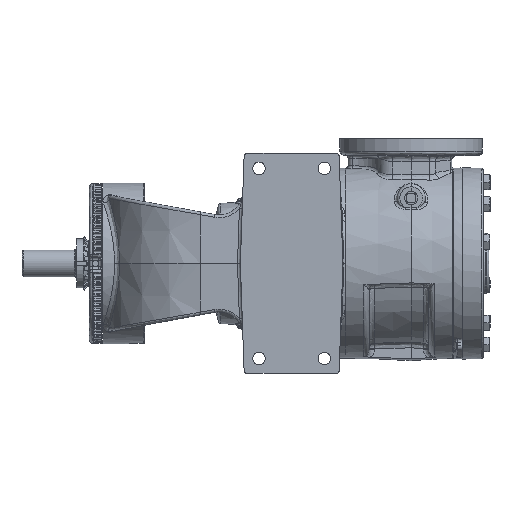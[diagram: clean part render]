
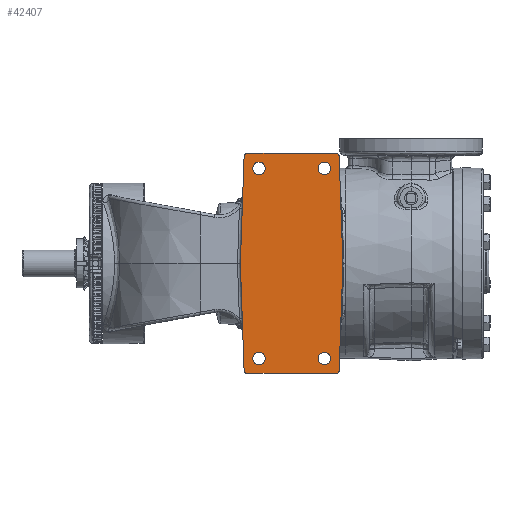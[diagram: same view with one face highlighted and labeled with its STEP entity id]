
A CAD part, front view. The second image highlights one B-rep face of the part: STEP entity #42407.
In plain terms, the highlighted planar face has unit normal (0, -1, 0).
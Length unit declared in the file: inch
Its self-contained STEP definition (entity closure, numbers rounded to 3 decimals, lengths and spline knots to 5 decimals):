
#1618 = ORIENTED_EDGE ( 'NONE', *, *, #147685, .F. ) ;
#3547 = EDGE_CURVE ( 'NONE', #136017, #158253, #28161, .T. ) ;
#3948 = EDGE_LOOP ( 'NONE', ( #173041 ) ) ;
#7177 = ORIENTED_EDGE ( 'NONE', *, *, #45204, .F. ) ;
#7446 = ORIENTED_EDGE ( 'NONE', *, *, #3547, .F. ) ;
#7478 = ORIENTED_EDGE ( 'NONE', *, *, #41433, .F. ) ;
#12831 = CARTESIAN_POINT ( 'NONE',  ( -0.87, -5.5, -4.2655 ) ) ;
#14482 = CIRCLE ( 'NONE', #91798, 0.12 ) ;
#15266 = VECTOR ( 'NONE', #62648, 39.37008 ) ;
#18524 = FACE_BOUND ( 'NONE', #25222, .T. ) ;
#19075 = CARTESIAN_POINT ( 'NONE',  ( -4.24755, -5.5, 4.50919 ) ) ;
#20188 = CARTESIAN_POINT ( 'NONE',  ( -3.62, -5.5, -4. ) ) ;
#20317 = EDGE_CURVE ( 'NONE', #147058, #53825, #25808, .T. ) ;
#22742 = DIRECTION ( 'NONE',  ( 0., -1., 0. ) ) ;
#24738 = DIRECTION ( 'NONE',  ( -0.035, 0., 0.999 ) ) ;
#25222 = EDGE_LOOP ( 'NONE', ( #31518 ) ) ;
#25808 = LINE ( 'NONE', #68493, #30460 ) ;
#27444 = EDGE_LOOP ( 'NONE', ( #79009 ) ) ;
#28161 = CIRCLE ( 'NONE', #54807, 0.12 ) ;
#30460 = VECTOR ( 'NONE', #171965, 39.37008 ) ;
#31518 = ORIENTED_EDGE ( 'NONE', *, *, #97658, .F. ) ;
#33330 = CARTESIAN_POINT ( 'NONE',  ( -0.092, -5.5, 0. ) ) ;
#34992 = DIRECTION ( 'NONE',  ( 0., 0., -1. ) ) ;
#37458 = CARTESIAN_POINT ( 'NONE',  ( -0.24946, -5.5, 4.50919 ) ) ;
#39020 = CIRCLE ( 'NONE', #170634, 0.2655 ) ;
#40016 = CARTESIAN_POINT ( 'NONE',  ( -3.62, -5.5, -4.2655 ) ) ;
#41433 = EDGE_CURVE ( 'NONE', #65973, #184186, #55911, .T. ) ;
#42407 = ADVANCED_FACE ( 'NONE', ( #130991, #174431, #57760, #169794, #18524 ), #156547, .F. ) ;
#45204 = EDGE_CURVE ( 'NONE', #184186, #161335, #54249, .T. ) ;
#48017 = CARTESIAN_POINT ( 'NONE',  ( -4.24755, -5.5, -4.50919 ) ) ;
#53825 = VERTEX_POINT ( 'NONE', #19075 ) ;
#54249 = CIRCLE ( 'NONE', #175722, 0.12 ) ;
#54807 = AXIS2_PLACEMENT_3D ( 'NONE', #146636, #144046, #144851 ) ;
#55911 = LINE ( 'NONE', #33330, #90298 ) ;
#57465 = DIRECTION ( 'NONE',  ( 0., 1., 0. ) ) ;
#57540 = CARTESIAN_POINT ( 'NONE',  ( -0.87, -5.5, 4. ) ) ;
#57554 = ORIENTED_EDGE ( 'NONE', *, *, #156151, .F. ) ;
#57760 = FACE_BOUND ( 'NONE', #27444, .T. ) ;
#58478 = DIRECTION ( 'NONE',  ( -1., 0., 0. ) ) ;
#61072 = EDGE_LOOP ( 'NONE', ( #133518, #135976, #133599, #109049, #110127, #57554, #7177, #7478, #1618, #7446 ) ) ;
#62648 = DIRECTION ( 'NONE',  ( 1., 0., 0. ) ) ;
#65973 = VERTEX_POINT ( 'NONE', #163662 ) ;
#68493 = CARTESIAN_POINT ( 'NONE',  ( -4.40502, -5.5, 0. ) ) ;
#70130 = CARTESIAN_POINT ( 'NONE',  ( -4.12763, -5.5, 4.505 ) ) ;
#72328 = DIRECTION ( 'NONE',  ( 0., 0., -1. ) ) ;
#73358 = DIRECTION ( 'NONE',  ( 0., 1., 0. ) ) ;
#75265 = ORIENTED_EDGE ( 'NONE', *, *, #161674, .F. ) ;
#77010 = AXIS2_PLACEMENT_3D ( 'NONE', #57540, #159794, #72328 ) ;
#79009 = ORIENTED_EDGE ( 'NONE', *, *, #133417, .F. ) ;
#79517 = CARTESIAN_POINT ( 'NONE',  ( -0.24946, -5.5, 4.50919 ) ) ;
#81207 = DIRECTION ( 'NONE',  ( 0., -1., 0. ) ) ;
#84807 = DIRECTION ( 'NONE',  ( -1., 0., 0. ) ) ;
#86449 = VERTEX_POINT ( 'NONE', #113728 ) ;
#86729 = LINE ( 'NONE', #135489, #15266 ) ;
#87407 = AXIS2_PLACEMENT_3D ( 'NONE', #145013, #57465, #159720 ) ;
#87587 = AXIS2_PLACEMENT_3D ( 'NONE', #168704, #81207, #183511 ) ;
#87730 = CARTESIAN_POINT ( 'NONE',  ( -0.24946, -5.5, -4.50919 ) ) ;
#90298 = VECTOR ( 'NONE', #135814, 39.37008 ) ;
#90400 = EDGE_CURVE ( 'NONE', #129844, #136017, #86729, .T. ) ;
#91798 = AXIS2_PLACEMENT_3D ( 'NONE', #70130, #172323, #84807 ) ;
#91919 = VECTOR ( 'NONE', #24738, 39.37008 ) ;
#95577 = VERTEX_POINT ( 'NONE', #40016 ) ;
#96457 = LINE ( 'NONE', #142000, #91919 ) ;
#97658 = EDGE_CURVE ( 'NONE', #95577, #95577, #138918, .T. ) ;
#99768 = VERTEX_POINT ( 'NONE', #48017 ) ;
#100706 = AXIS2_PLACEMENT_3D ( 'NONE', #132295, #145661, #146941 ) ;
#101165 = CARTESIAN_POINT ( 'NONE',  ( -0.36939, -5.5, -4.625 ) ) ;
#105904 = EDGE_CURVE ( 'NONE', #53825, #129844, #14482, .T. ) ;
#106622 = AXIS2_PLACEMENT_3D ( 'NONE', #20188, #122790, #34992 ) ;
#109049 = ORIENTED_EDGE ( 'NONE', *, *, #188809, .F. ) ;
#110127 = ORIENTED_EDGE ( 'NONE', *, *, #137954, .F. ) ;
#110744 = CARTESIAN_POINT ( 'NONE',  ( -3.62, -5.5, 4. ) ) ;
#111431 = EDGE_CURVE ( 'NONE', #86449, #86449, #39020, .T. ) ;
#113728 = CARTESIAN_POINT ( 'NONE',  ( -3.62, -5.5, 3.7345 ) ) ;
#114373 = CARTESIAN_POINT ( 'NONE',  ( -0.87, -5.5, 3.7345 ) ) ;
#116707 = CARTESIAN_POINT ( 'NONE',  ( -10.37534, -5.5, -4.625 ) ) ;
#119287 = CIRCLE ( 'NONE', #87587, 0.2655 ) ;
#119315 = VECTOR ( 'NONE', #58478, 39.37008 ) ;
#121395 = VERTEX_POINT ( 'NONE', #136958 ) ;
#122790 = DIRECTION ( 'NONE',  ( 0., -1., 0. ) ) ;
#125367 = DIRECTION ( 'NONE',  ( 0., 0., -1. ) ) ;
#125933 = LINE ( 'NONE', #79517, #164785 ) ;
#127466 = VERTEX_POINT ( 'NONE', #12831 ) ;
#129844 = VERTEX_POINT ( 'NONE', #150093 ) ;
#130991 = FACE_OUTER_BOUND ( 'NONE', #61072, .T. ) ;
#132295 = CARTESIAN_POINT ( 'NONE',  ( -10.37534, -5.5, 6. ) ) ;
#133417 = EDGE_CURVE ( 'NONE', #150381, #150381, #154301, .T. ) ;
#133518 = ORIENTED_EDGE ( 'NONE', *, *, #90400, .F. ) ;
#133599 = ORIENTED_EDGE ( 'NONE', *, *, #20317, .F. ) ;
#135489 = CARTESIAN_POINT ( 'NONE',  ( -10.37534, -5.5, 4.625 ) ) ;
#135814 = DIRECTION ( 'NONE',  ( -0.035, 0., -0.999 ) ) ;
#135976 = ORIENTED_EDGE ( 'NONE', *, *, #105904, .F. ) ;
#136017 = VERTEX_POINT ( 'NONE', #164749 ) ;
#136958 = CARTESIAN_POINT ( 'NONE',  ( -4.12763, -5.5, -4.625 ) ) ;
#137954 = EDGE_CURVE ( 'NONE', #121395, #99768, #169510, .T. ) ;
#138918 = CIRCLE ( 'NONE', #106622, 0.2655 ) ;
#139140 = EDGE_LOOP ( 'NONE', ( #75265 ) ) ;
#142000 = CARTESIAN_POINT ( 'NONE',  ( -4.24755, -5.5, -4.50919 ) ) ;
#144046 = DIRECTION ( 'NONE',  ( 0., 1., 0. ) ) ;
#144851 = DIRECTION ( 'NONE',  ( 0., 0., -1. ) ) ;
#145013 = CARTESIAN_POINT ( 'NONE',  ( -4.12763, -5.5, -4.505 ) ) ;
#145661 = DIRECTION ( 'NONE',  ( 0., 1., 0. ) ) ;
#146636 = CARTESIAN_POINT ( 'NONE',  ( -0.36939, -5.5, 4.505 ) ) ;
#146941 = DIRECTION ( 'NONE',  ( 0., 0., 1. ) ) ;
#147058 = VERTEX_POINT ( 'NONE', #183844 ) ;
#147685 = EDGE_CURVE ( 'NONE', #158253, #65973, #125933, .T. ) ;
#150093 = CARTESIAN_POINT ( 'NONE',  ( -4.12763, -5.5, 4.625 ) ) ;
#150381 = VERTEX_POINT ( 'NONE', #114373 ) ;
#154301 = CIRCLE ( 'NONE', #77010, 0.2655 ) ;
#156151 = EDGE_CURVE ( 'NONE', #161335, #121395, #158120, .T. ) ;
#156547 = PLANE ( 'NONE',  #100706 ) ;
#158120 = LINE ( 'NONE', #116707, #119315 ) ;
#158253 = VERTEX_POINT ( 'NONE', #37458 ) ;
#159720 = DIRECTION ( 'NONE',  ( -1., 0., 0. ) ) ;
#159794 = DIRECTION ( 'NONE',  ( 0., -1., 0. ) ) ;
#160809 = CARTESIAN_POINT ( 'NONE',  ( -0.36939, -5.5, -4.505 ) ) ;
#161335 = VERTEX_POINT ( 'NONE', #101165 ) ;
#161674 = EDGE_CURVE ( 'NONE', #127466, #127466, #119287, .T. ) ;
#163662 = CARTESIAN_POINT ( 'NONE',  ( -0.092, -5.5, 0. ) ) ;
#164749 = CARTESIAN_POINT ( 'NONE',  ( -0.36939, -5.5, 4.625 ) ) ;
#164785 = VECTOR ( 'NONE', #166982, 39.37008 ) ;
#166982 = DIRECTION ( 'NONE',  ( 0.035, 0., -0.999 ) ) ;
#168704 = CARTESIAN_POINT ( 'NONE',  ( -0.87, -5.5, -4. ) ) ;
#169510 = CIRCLE ( 'NONE', #87407, 0.12 ) ;
#169794 = FACE_BOUND ( 'NONE', #3948, .T. ) ;
#170634 = AXIS2_PLACEMENT_3D ( 'NONE', #110744, #22742, #125367 ) ;
#171965 = DIRECTION ( 'NONE',  ( 0.035, 0., 0.999 ) ) ;
#172323 = DIRECTION ( 'NONE',  ( 0., 1., 0. ) ) ;
#173041 = ORIENTED_EDGE ( 'NONE', *, *, #111431, .F. ) ;
#174431 = FACE_BOUND ( 'NONE', #139140, .T. ) ;
#175585 = DIRECTION ( 'NONE',  ( 0., 0., -1. ) ) ;
#175722 = AXIS2_PLACEMENT_3D ( 'NONE', #160809, #73358, #175585 ) ;
#183511 = DIRECTION ( 'NONE',  ( 0., 0., -1. ) ) ;
#183844 = CARTESIAN_POINT ( 'NONE',  ( -4.40502, -5.5, 0. ) ) ;
#184186 = VERTEX_POINT ( 'NONE', #87730 ) ;
#188809 = EDGE_CURVE ( 'NONE', #99768, #147058, #96457, .T. ) ;
